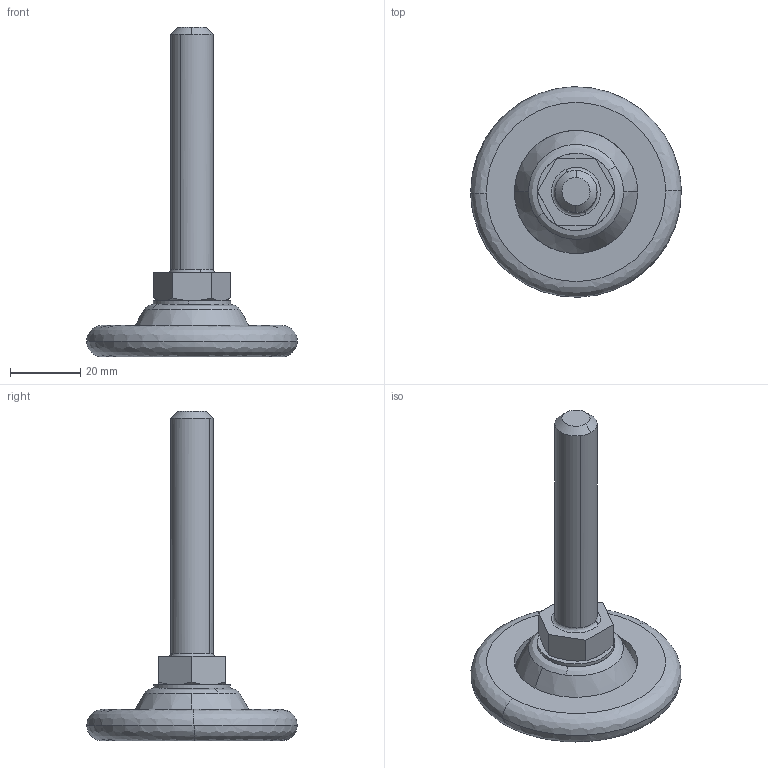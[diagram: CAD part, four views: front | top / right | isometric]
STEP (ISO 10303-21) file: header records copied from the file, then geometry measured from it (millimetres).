
FILE_DESCRIPTION((''),'2;1');
FILE_NAME('','2013-02-25T12:17:44',(''),(''),'','CADfix','');
FILE_SCHEMA(('AUTOMOTIVE_DESIGN { 1 0 10303 214 1 1 1 1 }'));
Length unit declared in the file: millimetre
Bounding box: 60 x 59.98 x 94 mm (x, y, z)
Volume: 31901.4 mm3; surface area: 19631.3 mm2
Topology: 4 solids, 4 shells, 60 faces, 180 edges, 134 vertices
Faces by surface type: bspline 60
Entity records: 2886 total; most frequent: CARTESIAN_POINT 1867, ORIENTED_EDGE 360, EDGE_CURVE 180, VERTEX_POINT 134, EDGE_LOOP 70, FACE_OUTER_BOUND 60, ADVANCED_FACE 60, B_SPLINE_CURVE_WITH_KNOTS 32
